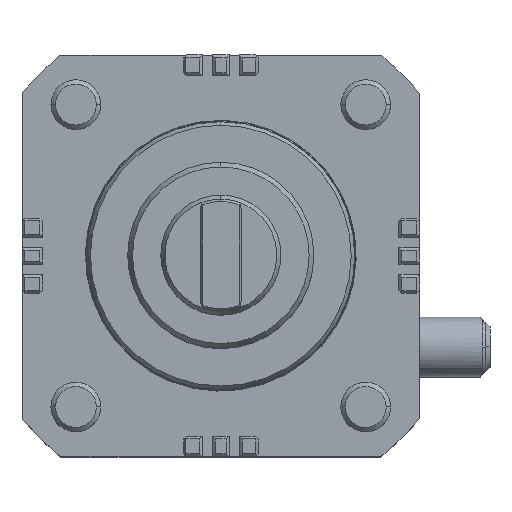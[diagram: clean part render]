
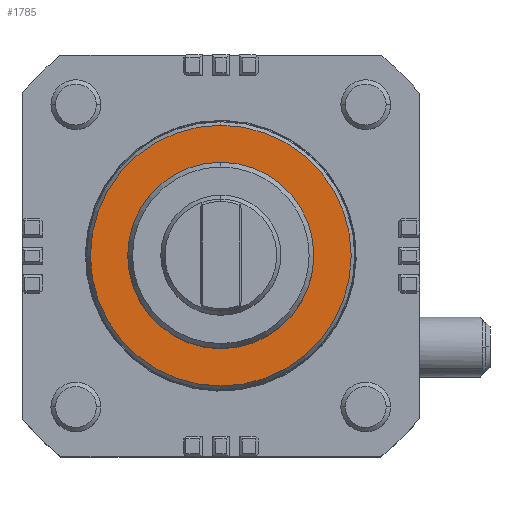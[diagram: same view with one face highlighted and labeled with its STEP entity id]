
A CAD part, top view. The second image highlights one B-rep face of the part: STEP entity #1785.
In plain terms, the highlighted planar face has unit normal (0, 0, 1).
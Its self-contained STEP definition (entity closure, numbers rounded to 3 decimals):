
#1740=CARTESIAN_POINT('',(0.,27.413,32.));
#1741=DIRECTION('',(0.,0.,1.));
#1742=DIRECTION('',(-1.,0.,0.));
#1743=AXIS2_PLACEMENT_3D('',#1740,#1741,#1742);
#1744=PLANE('',#1743);
#1745=CARTESIAN_POINT('',(-0.,-31.484,32.));
#1746=VERTEX_POINT('',#1745);
#1747=CARTESIAN_POINT('',(0.,31.484,32.));
#1748=VERTEX_POINT('',#1747);
#1749=CARTESIAN_POINT('',(0.,0.,32.));
#1750=DIRECTION('',(-0.,-0.,-1.));
#1751=DIRECTION('',(-0.,-1.,0.));
#1752=AXIS2_PLACEMENT_3D('',#1749,#1750,#1751);
#1753=CIRCLE('',#1752,31.484);
#1754=EDGE_CURVE('',#1746,#1748,#1753,.T.);
#1755=ORIENTED_EDGE('',*,*,#1754,.F.);
#1756=CARTESIAN_POINT('',(0.,0.,32.));
#1757=DIRECTION('',(-0.,-0.,-1.));
#1758=DIRECTION('',(-0.,-1.,0.));
#1759=AXIS2_PLACEMENT_3D('',#1756,#1757,#1758);
#1760=CIRCLE('',#1759,31.484);
#1761=EDGE_CURVE('',#1748,#1746,#1760,.T.);
#1762=ORIENTED_EDGE('',*,*,#1761,.F.);
#1763=EDGE_LOOP('',(#1755,#1762));
#1764=FACE_BOUND('',#1763,.T.);
#1765=CARTESIAN_POINT('',(-0.,-22.475,32.));
#1766=VERTEX_POINT('',#1765);
#1767=CARTESIAN_POINT('',(0.,22.475,32.));
#1768=VERTEX_POINT('',#1767);
#1769=CARTESIAN_POINT('',(0.,0.,32.));
#1770=DIRECTION('',(-0.,-0.,-1.));
#1771=DIRECTION('',(0.,1.,-0.));
#1772=AXIS2_PLACEMENT_3D('',#1769,#1770,#1771);
#1773=CIRCLE('',#1772,22.475);
#1774=EDGE_CURVE('',#1766,#1768,#1773,.T.);
#1775=ORIENTED_EDGE('',*,*,#1774,.T.);
#1776=CARTESIAN_POINT('',(0.,0.,32.));
#1777=DIRECTION('',(-0.,-0.,-1.));
#1778=DIRECTION('',(0.,1.,-0.));
#1779=AXIS2_PLACEMENT_3D('',#1776,#1777,#1778);
#1780=CIRCLE('',#1779,22.475);
#1781=EDGE_CURVE('',#1768,#1766,#1780,.T.);
#1782=ORIENTED_EDGE('',*,*,#1781,.T.);
#1783=EDGE_LOOP('',(#1775,#1782));
#1784=FACE_BOUND('',#1783,.T.);
#1785=ADVANCED_FACE('',(#1764,#1784),#1744,.T.);
